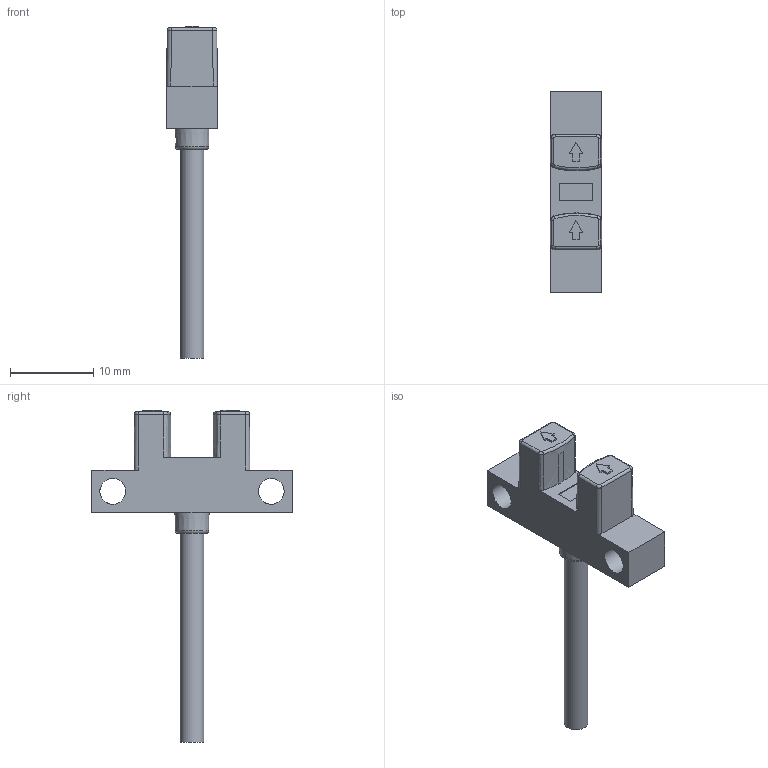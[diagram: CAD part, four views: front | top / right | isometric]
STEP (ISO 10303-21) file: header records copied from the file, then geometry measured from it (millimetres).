
FILE_DESCRIPTION(/* description */ (''),/* implementation_level */ '2;1');
FILE_NAME(/* name */ 'SK-301.stp',/* time_stamp */ '2021-07-22T10:00:02+08:00',/* author */ (''),/* organization */ (''),/* preprocessor_version */ 'ST-DEVELOPER v14',/* originating_system */ 'SIEMENS PLM Software NX 8.0',/* authorisation */ '');
FILE_SCHEMA (('AUTOMOTIVE_DESIGN { 1 0 10303 214 3 1 1 1 }'));
Length unit declared in the file: millimetre
Products named in the file (1): Admi43D89864mdzz
Bounding box: 6.16 x 24 x 39.8 mm (x, y, z)
Volume: 1243.7 mm3; surface area: 1212 mm2
Topology: 1 solids, 1 shells, 78 faces, 196 edges, 125 vertices
Faces by surface type: plane 43, cylinder 13, bspline 12, cone 7, torus 3
Full cylindrical faces by diameter (mm): 2.8 x1, 3.1 x2
Entity records: 2490 total; most frequent: CARTESIAN_POINT 655, ORIENTED_EDGE 374, DIRECTION 368, EDGE_CURVE 187, AXIS2_PLACEMENT_3D 134, VERTEX_POINT 121, LINE 100, VECTOR 100
